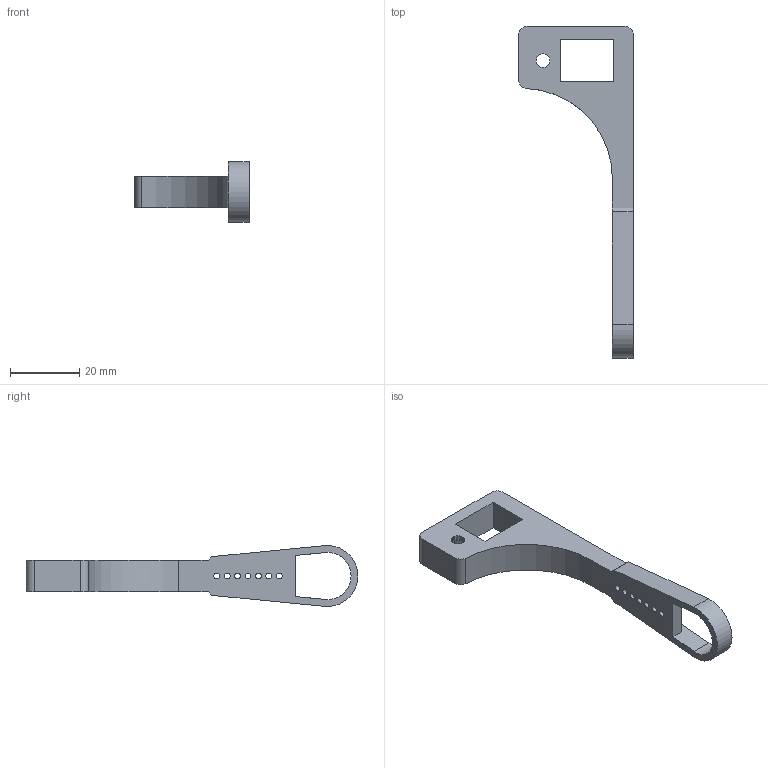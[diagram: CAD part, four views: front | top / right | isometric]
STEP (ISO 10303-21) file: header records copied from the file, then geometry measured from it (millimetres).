
FILE_DESCRIPTION(/* description */ (''),/* implementation_level */ '2;1');
FILE_NAME(/* name */ 'garrabraco.step',/* time_stamp */ '2020-08-25T10:41:42-03:00',/* author */ (''),/* organization */ (''),/* preprocessor_version */ 'ST-DEVELOPER v18.1',/* originating_system */ 'Autodesk Translation Framework v9.3.0.1241',/* authorisation */ '');
FILE_SCHEMA (('AUTOMOTIVE_DESIGN { 1 0 10303 214 3 1 1 }'));
Length unit declared in the file: millimetre
Products named in the file (2): suporte; garra v1
Assembly tree (1 placements, depth 2):
  suporte
    garra v1
Bounding box: 33 x 95.74 x 17.56 mm (x, y, z)
Volume: 8088.5 mm3; surface area: 5453.6 mm2
Topology: 1 solids, 1 shells, 73 faces, 211 edges, 140 vertices
Faces by surface type: plane 59, cylinder 14
Full cylindrical faces by diameter (mm): 1.7 x7
Entity records: 2473 total; most frequent: CARTESIAN_POINT 427, ORIENTED_EDGE 422, DIRECTION 391, EDGE_CURVE 211, LINE 183, VECTOR 183, VERTEX_POINT 140, AXIS2_PLACEMENT_3D 104
